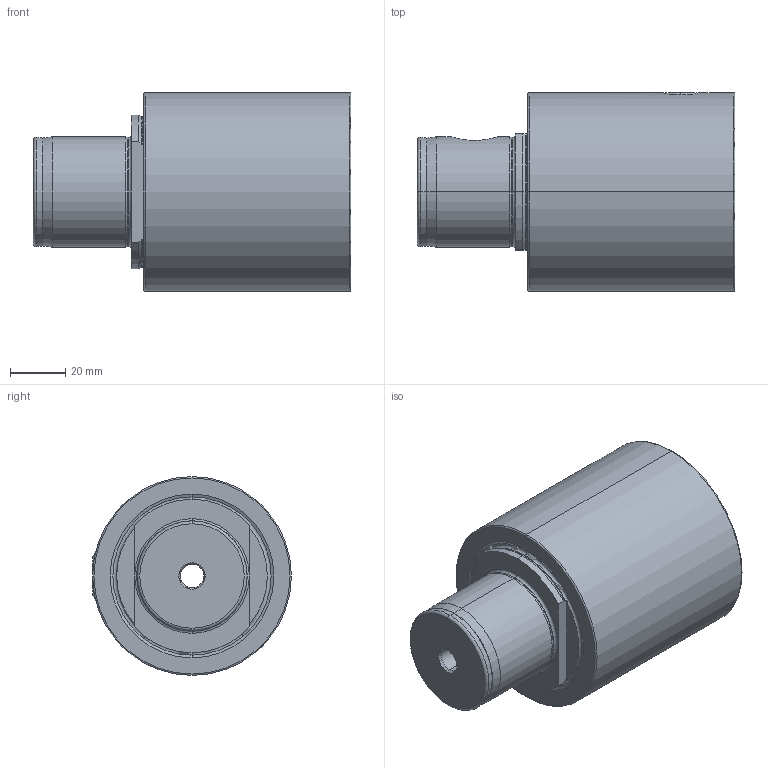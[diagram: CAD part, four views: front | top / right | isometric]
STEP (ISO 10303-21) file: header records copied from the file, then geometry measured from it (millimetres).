
FILE_DESCRIPTION (( 'STEP AP203' ), '1' );
FILE_NAME ('MB7.MB7.K01.075.STEP', '2011-12-23T11:47:31', ( 'baer' ), ( 'Hewlett-Packard Company' ), 'SwSTEP 2.0', 'SolidWorks 2011', '' );
FILE_SCHEMA (( 'CONFIG_CONTROL_DESIGN' ));
Length unit declared in the file: millimetre
Products named in the file (3): MB7-MB7.K01.075_B; MB7-ER1.001.022_A; MB7.MB7.K01.075
Assembly tree (2 placements, depth 2):
  MB7.MB7.K01.075
    MB7-MB7.K01.075_B
    MB7-ER1.001.022_A
Bounding box: 115 x 72 x 72 mm (x, y, z)
Volume: 296523.2 mm3; surface area: 39585.4 mm2
Topology: 2 solids, 2 shells, 118 faces, 279 edges, 167 vertices
Faces by surface type: cone 33, cylinder 31, plane 28, torus 24, bspline 2
Entity records: 4264 total; most frequent: CARTESIAN_POINT 1215, DIRECTION 625, ORIENTED_EDGE 554, EDGE_CURVE 277, AXIS2_PLACEMENT_3D 265, VERTEX_POINT 167, CIRCLE 144, EDGE_LOOP 128
